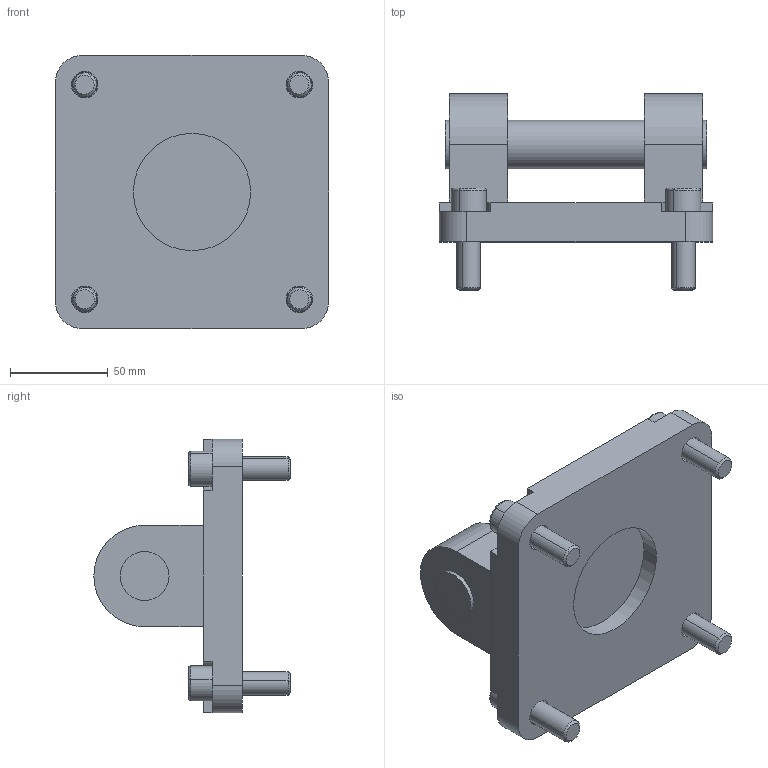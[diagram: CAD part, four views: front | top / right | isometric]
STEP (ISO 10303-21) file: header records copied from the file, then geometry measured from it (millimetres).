
FILE_DESCRIPTION(('HOOPS Exchange Step'),'2;1');
FILE_NAME('export-540F44DD-C3B3-48C1-9296-B2FA76FED7C5.stp','2021-10-01T11:54:49+02:00',('User'),('Alibre'),'HOOPS Exchange 2020.1','Alibre','Unknown authorisation');
FILE_SCHEMA( ('AP242_MANAGED_MODEL_BASED_3D_ENGINEERING_MIM_LF {1 0 10303 442 1 1 4 }') );
Length unit declared in the file: millimetre
Products named in the file (3): 4038-1 W0951252003 Female Hinge ; 4038-2 DIN 912 M12x40; 4038 W0951252003 Female Hinge - Model B 125
Assembly tree (5 placements, depth 2):
  4038 W0951252003 Female Hinge - Model B 125
    4038-1 W0951252003 Female Hinge 
    4038-2 DIN 912 M12x40  x4
Bounding box: 140 x 100.5 x 140 mm (x, y, z)
Volume: 537060.8 mm3; surface area: 84441.7 mm2
Topology: 1 solids, 93 shells, 181 faces, 590 edges, 476 vertices
Faces by surface type: plane 89, cylinder 44, cone 24, torus 24
Entity records: 3181 total; most frequent: CARTESIAN_POINT 583, DIRECTION 548, ORIENTED_EDGE 426, EDGE_CURVE 260, AXIS2_PLACEMENT_3D 204, VERTEX_POINT 194, VECTOR 140, LINE 140
